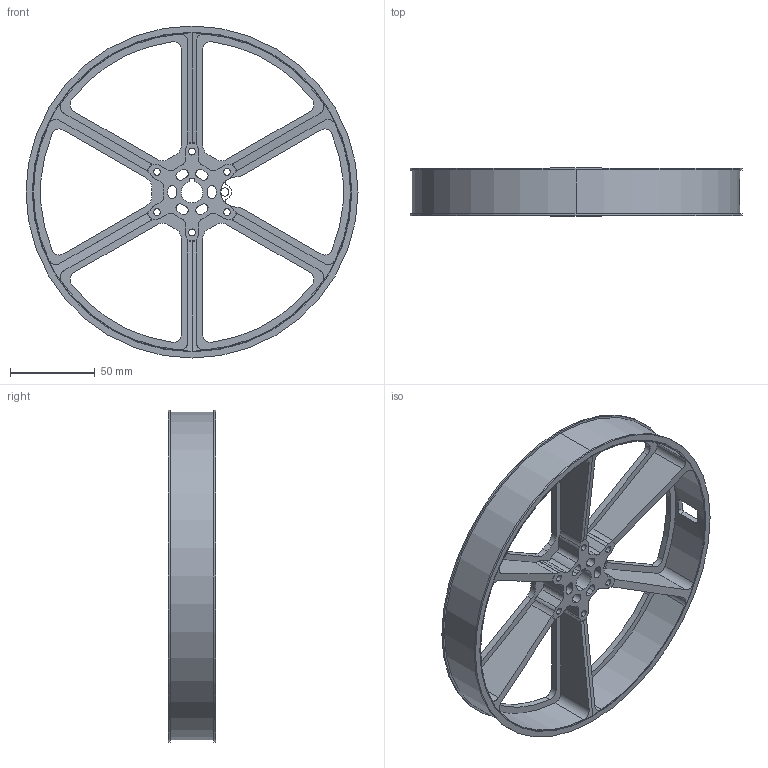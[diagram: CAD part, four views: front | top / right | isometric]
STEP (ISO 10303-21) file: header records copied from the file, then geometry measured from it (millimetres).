
FILE_DESCRIPTION (( 'STEP AP214' ), '1' );
FILE_NAME ('am-0880 8 Perf ThruTread 500 Key.STEP', '2015-07-08T14:30:27', ( '' ), ( '' ), 'SwSTEP 2.0', 'SolidWorks 2014', '' );
FILE_SCHEMA (( 'AUTOMOTIVE_DESIGN' ));
Length unit declared in the file: inch
Products named in the file (1): am-0880 8 Perf ThruTread 500 Key
Bounding box: 195.58 x 27.94 x 195.58 mm (x, y, z)
Volume: 144014 mm3; surface area: 83067.4 mm2
Topology: 1 solids, 1 shells, 239 faces, 704 edges, 467 vertices
Faces by surface type: cylinder 170, plane 58, torus 9, cone 2
Entity records: 8739 total; most frequent: CARTESIAN_POINT 1854, DIRECTION 1478, ORIENTED_EDGE 1408, EDGE_CURVE 704, AXIS2_PLACEMENT_3D 594, VERTEX_POINT 467, CIRCLE 354, VECTOR 290
